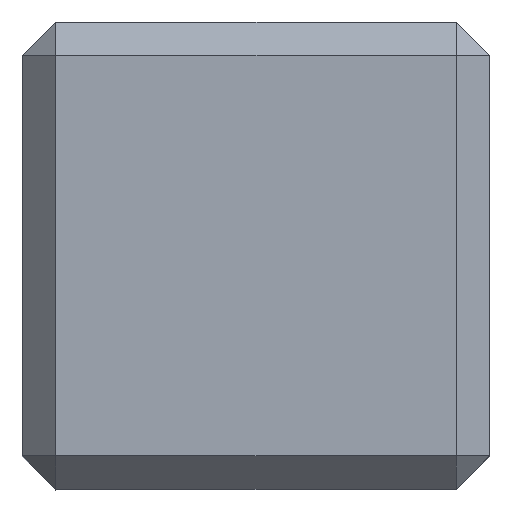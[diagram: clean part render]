
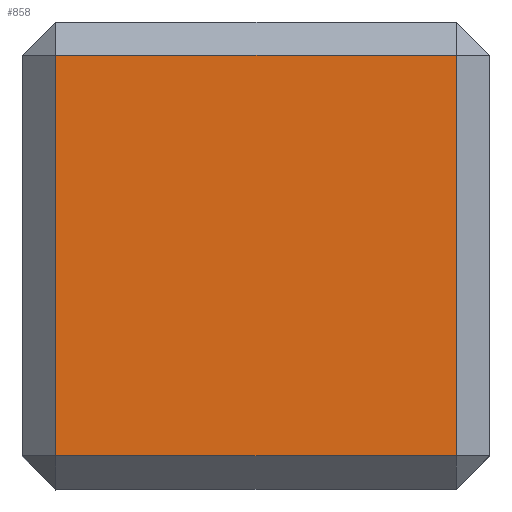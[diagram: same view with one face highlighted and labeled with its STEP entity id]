
A CAD part, top view. The second image highlights one B-rep face of the part: STEP entity #858.
In plain terms, the highlighted planar face has unit normal (0, 0, 1).
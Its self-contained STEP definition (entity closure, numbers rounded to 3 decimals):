
#72 = PLANE('',#73);
#73 = AXIS2_PLACEMENT_3D('',#74,#75,#76);
#74 = CARTESIAN_POINT('',(7.717,6.509,22.5)
  );
#75 = DIRECTION('',(0.,0.707,0.707));
#76 = DIRECTION('',(-1.,0.,0.));
#345 = VERTEX_POINT('',#346);
#346 = CARTESIAN_POINT('',(-5.283,6.009,
    23.));
#367 = EDGE_CURVE('',#368,#345,#370,.T.);
#368 = VERTEX_POINT('',#369);
#369 = CARTESIAN_POINT('',(6.717,6.009,23.
    ));
#370 = SURFACE_CURVE('',#371,(#375,#382),.PCURVE_S1.);
#371 = LINE('',#372,#373);
#372 = CARTESIAN_POINT('',(7.717,6.009,23.
    ));
#373 = VECTOR('',#374,1.);
#374 = DIRECTION('',(-1.,0.,0.));
#375 = PCURVE('',#72,#376);
#376 = DEFINITIONAL_REPRESENTATION('',(#377),#381);
#377 = LINE('',#378,#379);
#378 = CARTESIAN_POINT('',(0.,0.707));
#379 = VECTOR('',#380,1.);
#380 = DIRECTION('',(1.,0.));
#381 = ( GEOMETRIC_REPRESENTATION_CONTEXT(2) 
PARAMETRIC_REPRESENTATION_CONTEXT() REPRESENTATION_CONTEXT('2D SPACE',''
  ) );
#382 = PCURVE('',#383,#388);
#383 = PLANE('',#384);
#384 = AXIS2_PLACEMENT_3D('',#385,#386,#387);
#385 = CARTESIAN_POINT('',(7.717,7.009,23.
    ));
#386 = DIRECTION('',(0.,0.,1.));
#387 = DIRECTION('',(0.,-1.,0.));
#388 = DEFINITIONAL_REPRESENTATION('',(#389),#393);
#389 = LINE('',#390,#391);
#390 = CARTESIAN_POINT('',(1.,0.));
#391 = VECTOR('',#392,1.);
#392 = DIRECTION('',(0.,-1.));
#393 = ( GEOMETRIC_REPRESENTATION_CONTEXT(2) 
PARAMETRIC_REPRESENTATION_CONTEXT() REPRESENTATION_CONTEXT('2D SPACE',''
  ) );
#600 = PLANE('',#601);
#601 = AXIS2_PLACEMENT_3D('',#602,#603,#604);
#602 = CARTESIAN_POINT('',(-5.783,7.009,22.5
    ));
#603 = DIRECTION('',(-0.707,0.,0.707)
  );
#604 = DIRECTION('',(0.,-1.,0.));
#846 = PLANE('',#847);
#847 = AXIS2_PLACEMENT_3D('',#848,#849,#850);
#848 = CARTESIAN_POINT('',(7.217,7.009,22.5)
  );
#849 = DIRECTION('',(-0.707,0.,-0.707
    ));
#850 = DIRECTION('',(0.,-1.,0.));
#858 = ADVANCED_FACE('',(#859),#383,.T.);
#859 = FACE_BOUND('',#860,.T.);
#860 = EDGE_LOOP('',(#861,#884,#912,#933));
#861 = ORIENTED_EDGE('',*,*,#862,.T.);
#862 = EDGE_CURVE('',#345,#863,#865,.T.);
#863 = VERTEX_POINT('',#864);
#864 = CARTESIAN_POINT('',(-5.283,-5.991,
    23.));
#865 = SURFACE_CURVE('',#866,(#870,#877),.PCURVE_S1.);
#866 = LINE('',#867,#868);
#867 = CARTESIAN_POINT('',(-5.283,7.009,
    23.));
#868 = VECTOR('',#869,1.);
#869 = DIRECTION('',(0.,-1.,0.));
#870 = PCURVE('',#383,#871);
#871 = DEFINITIONAL_REPRESENTATION('',(#872),#876);
#872 = LINE('',#873,#874);
#873 = CARTESIAN_POINT('',(0.,-13.));
#874 = VECTOR('',#875,1.);
#875 = DIRECTION('',(1.,0.));
#876 = ( GEOMETRIC_REPRESENTATION_CONTEXT(2) 
PARAMETRIC_REPRESENTATION_CONTEXT() REPRESENTATION_CONTEXT('2D SPACE',''
  ) );
#877 = PCURVE('',#600,#878);
#878 = DEFINITIONAL_REPRESENTATION('',(#879),#883);
#879 = LINE('',#880,#881);
#880 = CARTESIAN_POINT('',(0.,0.707));
#881 = VECTOR('',#882,1.);
#882 = DIRECTION('',(1.,0.));
#883 = ( GEOMETRIC_REPRESENTATION_CONTEXT(2) 
PARAMETRIC_REPRESENTATION_CONTEXT() REPRESENTATION_CONTEXT('2D SPACE',''
  ) );
#884 = ORIENTED_EDGE('',*,*,#885,.F.);
#885 = EDGE_CURVE('',#886,#863,#888,.T.);
#886 = VERTEX_POINT('',#887);
#887 = CARTESIAN_POINT('',(6.717,-5.991,
    23.));
#888 = SURFACE_CURVE('',#889,(#893,#900),.PCURVE_S1.);
#889 = LINE('',#890,#891);
#890 = CARTESIAN_POINT('',(7.717,-5.991,
    23.));
#891 = VECTOR('',#892,1.);
#892 = DIRECTION('',(-1.,0.,0.));
#893 = PCURVE('',#383,#894);
#894 = DEFINITIONAL_REPRESENTATION('',(#895),#899);
#895 = LINE('',#896,#897);
#896 = CARTESIAN_POINT('',(13.,0.));
#897 = VECTOR('',#898,1.);
#898 = DIRECTION('',(0.,-1.));
#899 = ( GEOMETRIC_REPRESENTATION_CONTEXT(2) 
PARAMETRIC_REPRESENTATION_CONTEXT() REPRESENTATION_CONTEXT('2D SPACE',''
  ) );
#900 = PCURVE('',#901,#906);
#901 = PLANE('',#902);
#902 = AXIS2_PLACEMENT_3D('',#903,#904,#905);
#903 = CARTESIAN_POINT('',(7.717,-6.491,22.5
    ));
#904 = DIRECTION('',(0.,-0.707,0.707));
#905 = DIRECTION('',(-1.,0.,0.));
#906 = DEFINITIONAL_REPRESENTATION('',(#907),#911);
#907 = LINE('',#908,#909);
#908 = CARTESIAN_POINT('',(0.,-0.707));
#909 = VECTOR('',#910,1.);
#910 = DIRECTION('',(1.,0.));
#911 = ( GEOMETRIC_REPRESENTATION_CONTEXT(2) 
PARAMETRIC_REPRESENTATION_CONTEXT() REPRESENTATION_CONTEXT('2D SPACE',''
  ) );
#912 = ORIENTED_EDGE('',*,*,#913,.F.);
#913 = EDGE_CURVE('',#368,#886,#914,.T.);
#914 = SURFACE_CURVE('',#915,(#919,#926),.PCURVE_S1.);
#915 = LINE('',#916,#917);
#916 = CARTESIAN_POINT('',(6.717,7.009,23.)
  );
#917 = VECTOR('',#918,1.);
#918 = DIRECTION('',(0.,-1.,0.));
#919 = PCURVE('',#383,#920);
#920 = DEFINITIONAL_REPRESENTATION('',(#921),#925);
#921 = LINE('',#922,#923);
#922 = CARTESIAN_POINT('',(0.,-1.));
#923 = VECTOR('',#924,1.);
#924 = DIRECTION('',(1.,0.));
#925 = ( GEOMETRIC_REPRESENTATION_CONTEXT(2) 
PARAMETRIC_REPRESENTATION_CONTEXT() REPRESENTATION_CONTEXT('2D SPACE',''
  ) );
#926 = PCURVE('',#846,#927);
#927 = DEFINITIONAL_REPRESENTATION('',(#928),#932);
#928 = LINE('',#929,#930);
#929 = CARTESIAN_POINT('',(0.,0.707));
#930 = VECTOR('',#931,1.);
#931 = DIRECTION('',(1.,0.));
#932 = ( GEOMETRIC_REPRESENTATION_CONTEXT(2) 
PARAMETRIC_REPRESENTATION_CONTEXT() REPRESENTATION_CONTEXT('2D SPACE',''
  ) );
#933 = ORIENTED_EDGE('',*,*,#367,.T.);
